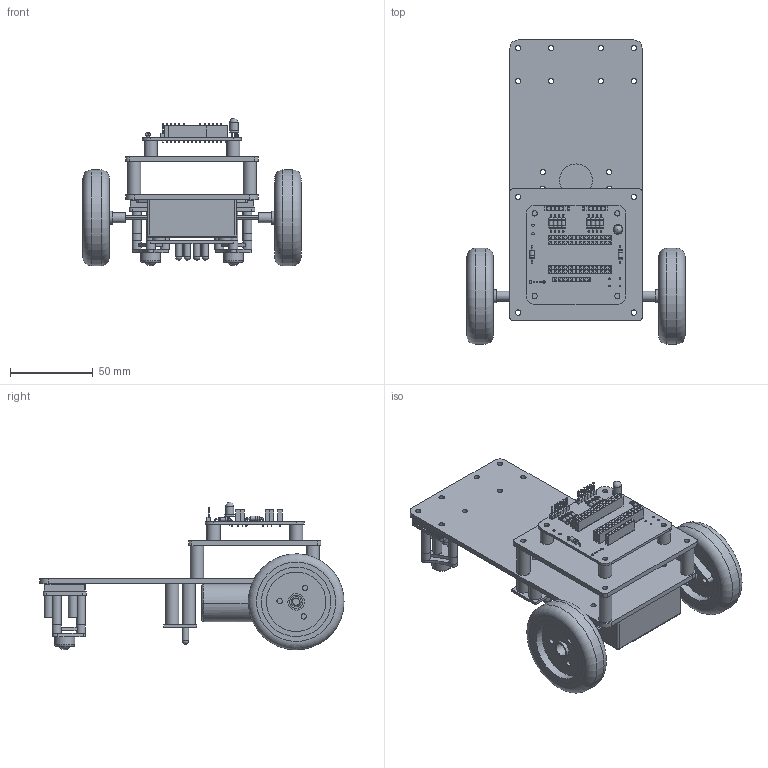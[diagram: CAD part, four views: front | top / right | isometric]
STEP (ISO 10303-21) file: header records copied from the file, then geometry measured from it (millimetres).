
FILE_DESCRIPTION(/* description */ (''),/* implementation_level */ '2;1');
FILE_NAME(/* name */ '車体設計例.stp',/* time_stamp */ '2023-05-09T18:53:17+09:00',/* author */ ('kei'),/* organization */ (''),/* preprocessor_version */ 'ST-DEVELOPER v19',/* originating_system */ 'Autodesk Inventor 2023',/* authorisation */ '');
FILE_SCHEMA (('AUTOMOTIVE_DESIGN { 1 0 10303 214 3 1 1 }'));
Length unit declared in the file: millimetre
Products named in the file (33): 車体２; Part1; TAMIYA_DoubleGearBox; gearbox; shaft; ナロータイヤセット; ナロータイヤゴム; ナロータイヤホイール; ナロータイヤホイールハブ; 基盤; spacer_circit; plate_5mm; TAMIYA_ballcaster; ball_holder; basis; H2; Open CASCADE STEP translator 7.5 1; R_Axial_DIN0207_L6.3mm_D2.5mm_P10.16mm_Horizontal; SOLID; PinSocket_1x09_P2.54mm_Vertical; SOLID_1; PinHeader_1x06_P2.54mm_Vertical; SOLID_2; PinSocket_1x15_P2.54mm_Vertical; SOLID_3; D_DO-41_SOD81_P10.16mm_Horizontal; SOLID_4; LED_D5.0mm_Clear; SOLID_5; COMPOUND; spacer_20mm; circit_plate; spacer_10mm
Assembly tree (57 placements, depth 4):
  車体２
    Part1
    TAMIYA_DoubleGearBox
      shaft  x2
      gearbox
    ナロータイヤセット  x2
      ナロータイヤゴム
      ナロータイヤホイール
      ナロータイヤホイールハブ
    基盤
    spacer_circit  x4
    plate_5mm  x2
    TAMIYA_ballcaster  x2
      ball_holder
      basis
      H2
    Open CASCADE STEP translator 7.5 1
      PinSocket_1x15_P2.54mm_Vertical  x4
        SOLID_3
      PinHeader_1x06_P2.54mm_Vertical  x2
        SOLID_2
      R_Axial_DIN0207_L6.3mm_D2.5mm_P10.16mm_Horizontal  x9
        SOLID
      PinSocket_1x09_P2.54mm_Vertical
        SOLID_1
      D_DO-41_SOD81_P10.16mm_Horizontal
        SOLID_4
      LED_D5.0mm_Clear
        SOLID_5
      COMPOUND
    spacer_20mm  x4
    circit_plate
    spacer_10mm  x4
Bounding box: 132 x 184 x 89.25 mm (x, y, z)
Volume: 228999.3 mm3; surface area: 125569.2 mm2
Topology: 51 solids, 51 shells, 3276 faces, 8116 edges, 5249 vertices
Faces by surface type: plane 2754, cylinder 429, torus 32, sphere 27, bspline 20, cone 14
Full cylindrical faces by diameter (mm): 0.5 x2, 0.6 x36, 0.8 x25, 0.9 x2, 1 x85, 1.1 x2, 1.5 x2, 1.52 x2, 2.25 x9, 2.5 x18, 2.7 x2, 2.72 x1, 3.2 x81, 3.4 x12, 3.5 x8, 4 x4, 4.9 x1, 5.4 x18, 6 x2, 8 x16, 9 x2, 10 x6, 12 x2, 20 x1, 36 x4, 42 x4, 58 x2
Entity records: 43778 total; most frequent: CARTESIAN_POINT 7351, DIRECTION 6951, ORIENTED_EDGE 6862, EDGE_CURVE 3431, LINE 2803, VECTOR 2803, VERTEX_POINT 2228, AXIS2_PLACEMENT_3D 2074
